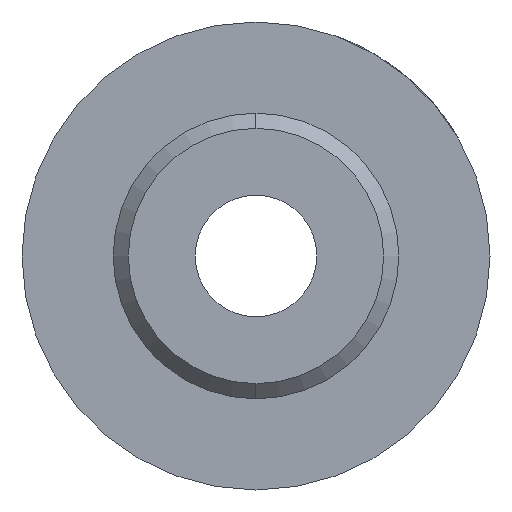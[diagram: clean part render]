
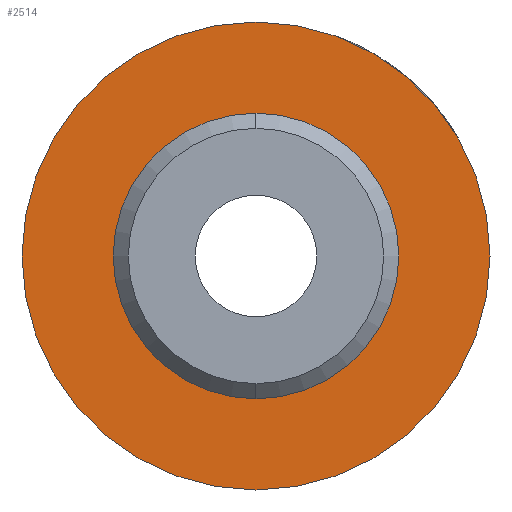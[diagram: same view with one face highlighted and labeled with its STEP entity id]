
A CAD part, left-side view. The second image highlights one B-rep face of the part: STEP entity #2514.
In plain terms, the highlighted planar face has unit normal (-1, 0, 0).
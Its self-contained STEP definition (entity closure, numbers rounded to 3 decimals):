
#27 = EDGE_CURVE ( 'NONE', #1691, #1610, #71, .T. ) ;
#71 = CIRCLE ( 'NONE', #4322, 7.7 ) ;
#155 = CARTESIAN_POINT ( 'NONE',  ( 12., 0., 0. ) ) ;
#260 = CIRCLE ( 'NONE', #2732, 4.7 ) ;
#302 = ORIENTED_EDGE ( 'NONE', *, *, #1298, .T. ) ;
#650 = FACE_BOUND ( 'NONE', #2380, .T. ) ;
#921 = AXIS2_PLACEMENT_3D ( 'NONE', #3239, #2381, #1900 ) ;
#1012 = CARTESIAN_POINT ( 'NONE',  ( 12., 0., 4.7 ) ) ;
#1138 = AXIS2_PLACEMENT_3D ( 'NONE', #1857, #1385, #3552 ) ;
#1298 = EDGE_CURVE ( 'NONE', #1610, #1691, #1429, .T. ) ;
#1385 = DIRECTION ( 'NONE',  ( -1., 0., 0. ) ) ;
#1429 = CIRCLE ( 'NONE', #921, 7.7 ) ;
#1610 = VERTEX_POINT ( 'NONE', #2815 ) ;
#1691 = VERTEX_POINT ( 'NONE', #2149 ) ;
#1809 = CARTESIAN_POINT ( 'NONE',  ( 12., 0., -4.7 ) ) ;
#1836 = DIRECTION ( 'NONE',  ( 0., 0., 1. ) ) ;
#1857 = CARTESIAN_POINT ( 'NONE',  ( 12., 0., 0. ) ) ;
#1900 = DIRECTION ( 'NONE',  ( 0., 0., 1. ) ) ;
#2090 = CARTESIAN_POINT ( 'NONE',  ( 12., 0., 0. ) ) ;
#2149 = CARTESIAN_POINT ( 'NONE',  ( 12., 0., 7.7 ) ) ;
#2340 = ORIENTED_EDGE ( 'NONE', *, *, #3507, .F. ) ;
#2373 = VERTEX_POINT ( 'NONE', #1809 ) ;
#2380 = EDGE_LOOP ( 'NONE', ( #2340, #2441 ) ) ;
#2381 = DIRECTION ( 'NONE',  ( -1., 0., 0. ) ) ;
#2441 = ORIENTED_EDGE ( 'NONE', *, *, #2747, .F. ) ;
#2514 = ADVANCED_FACE ( 'NONE', ( #3946, #650 ), #4428, .T. ) ;
#2732 = AXIS2_PLACEMENT_3D ( 'NONE', #2090, #5010, #5063 ) ;
#2747 = EDGE_CURVE ( 'NONE', #2373, #3415, #4852, .T. ) ;
#2758 = DIRECTION ( 'NONE',  ( -1., 0., 0. ) ) ;
#2815 = CARTESIAN_POINT ( 'NONE',  ( 12., 0., -7.7 ) ) ;
#3000 = AXIS2_PLACEMENT_3D ( 'NONE', #155, #2758, #1836 ) ;
#3239 = CARTESIAN_POINT ( 'NONE',  ( 12., 0., 0. ) ) ;
#3415 = VERTEX_POINT ( 'NONE', #1012 ) ;
#3507 = EDGE_CURVE ( 'NONE', #3415, #2373, #260, .T. ) ;
#3552 = DIRECTION ( 'NONE',  ( 0., 0., 1. ) ) ;
#3946 = FACE_OUTER_BOUND ( 'NONE', #5100, .T. ) ;
#3995 = DIRECTION ( 'NONE',  ( 0., 0., 1. ) ) ;
#4272 = ORIENTED_EDGE ( 'NONE', *, *, #27, .T. ) ;
#4322 = AXIS2_PLACEMENT_3D ( 'NONE', #4804, #5239, #3995 ) ;
#4428 = PLANE ( 'NONE',  #3000 ) ;
#4804 = CARTESIAN_POINT ( 'NONE',  ( 12., 0., 0. ) ) ;
#4852 = CIRCLE ( 'NONE', #1138, 4.7 ) ;
#5010 = DIRECTION ( 'NONE',  ( -1., 0., 0. ) ) ;
#5063 = DIRECTION ( 'NONE',  ( 0., 0., 1. ) ) ;
#5100 = EDGE_LOOP ( 'NONE', ( #4272, #302 ) ) ;
#5239 = DIRECTION ( 'NONE',  ( -1., 0., 0. ) ) ;
